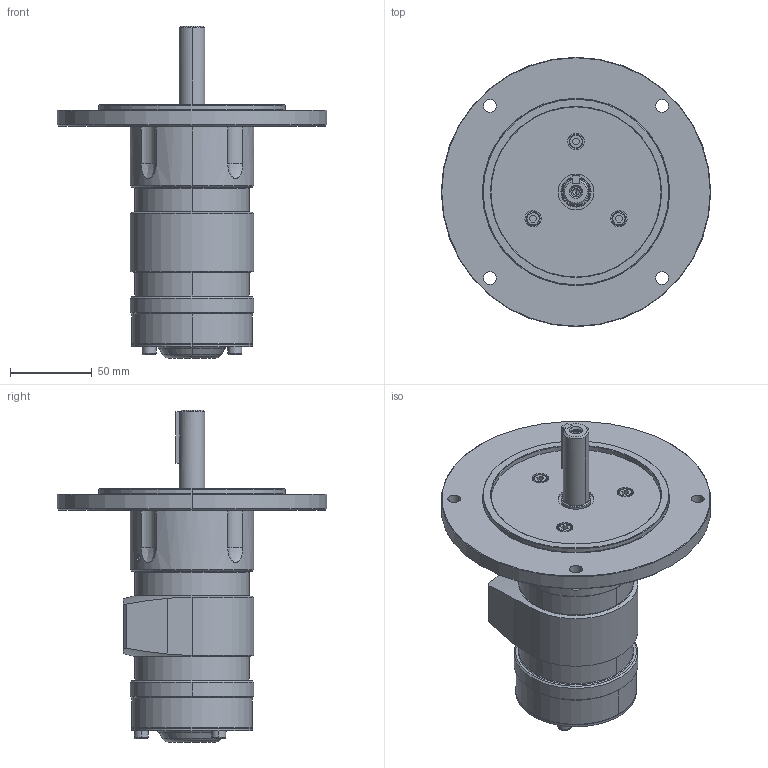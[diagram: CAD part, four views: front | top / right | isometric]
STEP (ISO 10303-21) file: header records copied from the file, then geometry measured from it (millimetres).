
FILE_DESCRIPTION((''),'2;1');
FILE_NAME('8411101101_SW0001','2024-03-01T01:02:08',('INEdipo'),(''),'CREO PARAMETRIC BY PTC INC, 2022414','CREO PARAMETRIC BY PTC INC, 2022414','');
FILE_SCHEMA(('AP242_MANAGED_MODEL_BASED_3D_ENGINEERING_MIM_LF { 1 0 10303 442 1 1 4 }'));
Length unit declared in the file: inch
Products named in the file (1): 8411101101_SW0001
Bounding box: 165.1 x 165.1 x 203.5 mm (x, y, z)
Volume: 827566.2 mm3; surface area: 98570.5 mm2
Topology: 3 solids, 3 shells, 274 faces, 631 edges, 391 vertices
Faces by surface type: cylinder 100, plane 93, cone 51, torus 18, sphere 8, bspline 4
Entity records: 11560 total; most frequent: CARTESIAN_POINT 2950, DIRECTION 1397, ORIENTED_EDGE 1234, EDGE_CURVE 617, AXIS2_PLACEMENT_3D 554, VERTEX_POINT 391, FILL_AREA_STYLE_COLOUR 333, FILL_AREA_STYLE 333
